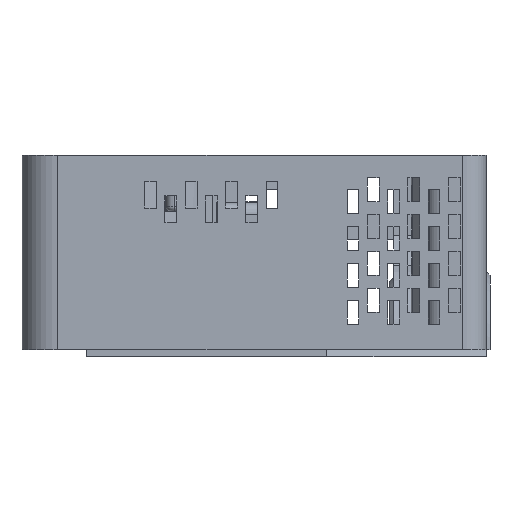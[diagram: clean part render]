
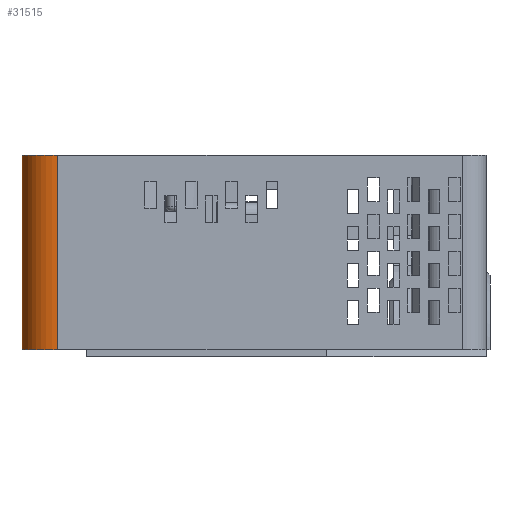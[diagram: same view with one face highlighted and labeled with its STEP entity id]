
A CAD part, left-side view. The second image highlights one B-rep face of the part: STEP entity #31515.
In plain terms, the highlighted cylindrical face has radius 6 mm (diameter 12 mm), a partial arc.
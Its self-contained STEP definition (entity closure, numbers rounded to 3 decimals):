
#418 = CIRCLE ( 'NONE', #21358, 6. ) ;
#717 = CARTESIAN_POINT ( 'NONE',  ( -72.688, 97.729, -108.345 ) ) ;
#798 = DIRECTION ( 'NONE',  ( 0., 0., -1. ) ) ;
#1002 = CARTESIAN_POINT ( 'NONE',  ( -68.032, 101.513, -141.045 ) ) ;
#1049 = LINE ( 'NONE', #12651, #6576 ) ;
#1084 = FACE_OUTER_BOUND ( 'NONE', #33244, .T. ) ;
#1551 = DIRECTION ( 'NONE',  ( 0., 0., -1. ) ) ;
#4815 = AXIS2_PLACEMENT_3D ( 'NONE', #29834, #798, #18405 ) ;
#5343 = VERTEX_POINT ( 'NONE', #1002 ) ;
#5410 = EDGE_CURVE ( 'NONE', #33138, #5343, #418, .T. ) ;
#6576 = VECTOR ( 'NONE', #21815, 1000. ) ;
#8712 = AXIS2_PLACEMENT_3D ( 'NONE', #717, #35357, #12127 ) ;
#10380 = CARTESIAN_POINT ( 'NONE',  ( -78.688, 97.729, -141.045 ) ) ;
#10437 = VERTEX_POINT ( 'NONE', #34874 ) ;
#11866 = CARTESIAN_POINT ( 'NONE',  ( -78.688, 97.729, -108.345 ) ) ;
#12127 = DIRECTION ( 'NONE',  ( -1., 0., 0. ) ) ;
#12651 = CARTESIAN_POINT ( 'NONE',  ( -78.688, 97.729, -108.345 ) ) ;
#13792 = EDGE_CURVE ( 'NONE', #22879, #33138, #1049, .T. ) ;
#14052 = ORIENTED_EDGE ( 'NONE', *, *, #5410, .F. ) ;
#16398 = LINE ( 'NONE', #27252, #24598 ) ;
#18405 = DIRECTION ( 'NONE',  ( -1., 0., 0. ) ) ;
#21358 = AXIS2_PLACEMENT_3D ( 'NONE', #27760, #1551, #24405 ) ;
#21815 = DIRECTION ( 'NONE',  ( 0., 0., -1. ) ) ;
#22879 = VERTEX_POINT ( 'NONE', #11866 ) ;
#24149 = ORIENTED_EDGE ( 'NONE', *, *, #29035, .T. ) ;
#24405 = DIRECTION ( 'NONE',  ( -1., 0., 0. ) ) ;
#24598 = VECTOR ( 'NONE', #27808, 1000. ) ;
#24710 = ORIENTED_EDGE ( 'NONE', *, *, #13792, .F. ) ;
#25447 = ORIENTED_EDGE ( 'NONE', *, *, #28054, .T. ) ;
#27252 = CARTESIAN_POINT ( 'NONE',  ( -68.032, 101.513, -108.345 ) ) ;
#27760 = CARTESIAN_POINT ( 'NONE',  ( -72.688, 97.729, -141.045 ) ) ;
#27808 = DIRECTION ( 'NONE',  ( 0., 0., -1. ) ) ;
#28054 = EDGE_CURVE ( 'NONE', #22879, #10437, #28729, .T. ) ;
#28729 = CIRCLE ( 'NONE', #4815, 6. ) ;
#29035 = EDGE_CURVE ( 'NONE', #10437, #5343, #16398, .T. ) ;
#29371 = CYLINDRICAL_SURFACE ( 'NONE', #8712, 6. ) ;
#29834 = CARTESIAN_POINT ( 'NONE',  ( -72.688, 97.729, -108.345 ) ) ;
#31515 = ADVANCED_FACE ( 'NONE', ( #1084 ), #29371, .T. ) ;
#33138 = VERTEX_POINT ( 'NONE', #10380 ) ;
#33244 = EDGE_LOOP ( 'NONE', ( #25447, #24149, #14052, #24710 ) ) ;
#34874 = CARTESIAN_POINT ( 'NONE',  ( -68.032, 101.513, -108.345 ) ) ;
#35357 = DIRECTION ( 'NONE',  ( 0., 0., -1. ) ) ;
